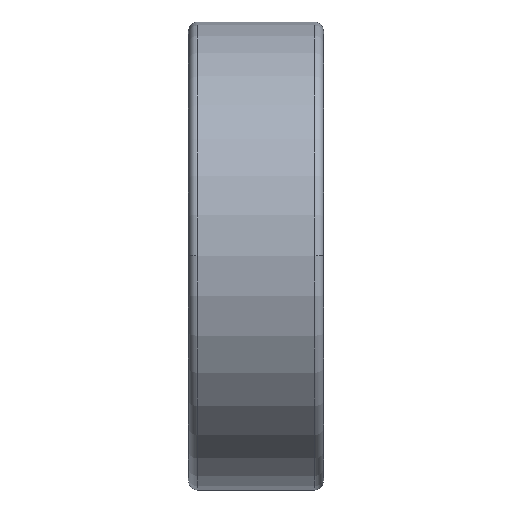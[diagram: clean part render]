
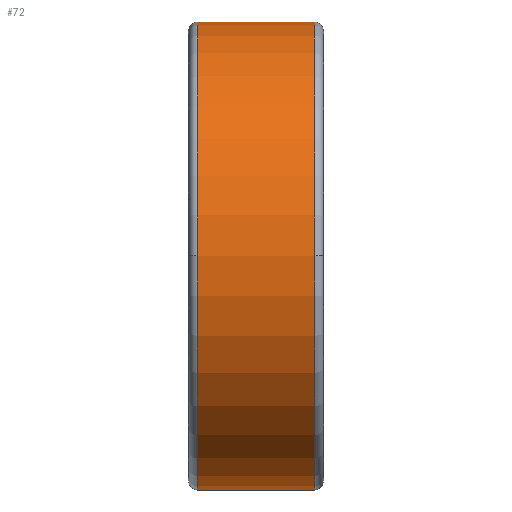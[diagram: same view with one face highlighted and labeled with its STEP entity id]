
A CAD part, top view. The second image highlights one B-rep face of the part: STEP entity #72.
In plain terms, the highlighted cylindrical face has radius 26 mm (diameter 52 mm), a partial arc.
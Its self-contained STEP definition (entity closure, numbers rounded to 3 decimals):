
#72=ADVANCED_FACE('',(#211),#212,.T.);
#211=FACE_OUTER_BOUND('',#539,.T.);
#212=CYLINDRICAL_SURFACE('',#540,26.0);
#539=EDGE_LOOP('',(#881,#882,#883,#884,#885,#886));
#540=AXIS2_PLACEMENT_3D('',#887,#888,#889);
#881=ORIENTED_EDGE('',*,*,#1875,.F.);
#882=ORIENTED_EDGE('',*,*,#1876,.T.);
#883=ORIENTED_EDGE('',*,*,#1877,.T.);
#884=ORIENTED_EDGE('',*,*,#1878,.F.);
#885=ORIENTED_EDGE('',*,*,#1879,.F.);
#886=ORIENTED_EDGE('',*,*,#1871,.F.);
#887=CARTESIAN_POINT('',(7.5,0.0,0.0));
#888=DIRECTION('',(1.0,0.0,0.0));
#889=DIRECTION('',(0.0,1.0,0.0));
#1871=EDGE_CURVE('',#2174,#2176,#2177,.T.);
#1875=EDGE_CURVE('',#2183,#2174,#2184,.T.);
#1876=EDGE_CURVE('',#2183,#2185,#2186,.T.);
#1877=EDGE_CURVE('',#2185,#2187,#2188,.T.);
#1878=EDGE_CURVE('',#2189,#2187,#2190,.T.);
#1879=EDGE_CURVE('',#2176,#2189,#2191,.T.);
#2174=VERTEX_POINT('',#2686);
#2176=VERTEX_POINT('',#2688);
#2177=CIRCLE('',#2689,26.0);
#2183=VERTEX_POINT('',#2695);
#2184=LINE('',#2696,#2697);
#2185=VERTEX_POINT('',#2698);
#2186=CIRCLE('',#2699,26.0);
#2187=VERTEX_POINT('',#2700);
#2188=CIRCLE('',#2701,26.0);
#2189=VERTEX_POINT('',#2702);
#2190=LINE('',#2703,#2704);
#2191=CIRCLE('',#2705,26.0);
#2686=CARTESIAN_POINT('',(14.0,26.0,0.0));
#2688=CARTESIAN_POINT('',(14.0,0.,26.0));
#2689=AXIS2_PLACEMENT_3D('',#4985,#4986,#4987);
#2695=CARTESIAN_POINT('',(1.0,26.0,0.0));
#2696=CARTESIAN_POINT('',(7.5,26.0,0.));
#2697=VECTOR('',#4997,1.0);
#2698=CARTESIAN_POINT('',(1.0,0.,26.0));
#2699=AXIS2_PLACEMENT_3D('',#4998,#4999,#5000);
#2700=CARTESIAN_POINT('',(1.0,-26.0,0.));
#2701=AXIS2_PLACEMENT_3D('',#5001,#5002,#5003);
#2702=CARTESIAN_POINT('',(14.0,-26.0,0.));
#2703=CARTESIAN_POINT('',(7.5,-26.0,0.));
#2704=VECTOR('',#5004,1.0);
#2705=AXIS2_PLACEMENT_3D('',#5005,#5006,#5007);
#4985=CARTESIAN_POINT('',(14.0,0.0,0.0));
#4986=DIRECTION('',(1.0,0.0,0.0));
#4987=DIRECTION('',(0.0,1.0,0.0));
#4997=DIRECTION('',(1.0,0.0,0.0));
#4998=CARTESIAN_POINT('',(1.0,0.0,0.0));
#4999=DIRECTION('',(1.0,0.0,0.0));
#5000=DIRECTION('',(0.0,1.0,0.0));
#5001=CARTESIAN_POINT('',(1.0,0.0,0.0));
#5002=DIRECTION('',(1.0,0.0,0.0));
#5003=DIRECTION('',(0.0,1.0,0.0));
#5004=DIRECTION('',(-1.0,-0.0,-0.0));
#5005=CARTESIAN_POINT('',(14.0,0.0,0.0));
#5006=DIRECTION('',(1.0,0.0,0.0));
#5007=DIRECTION('',(0.0,1.0,0.0));
